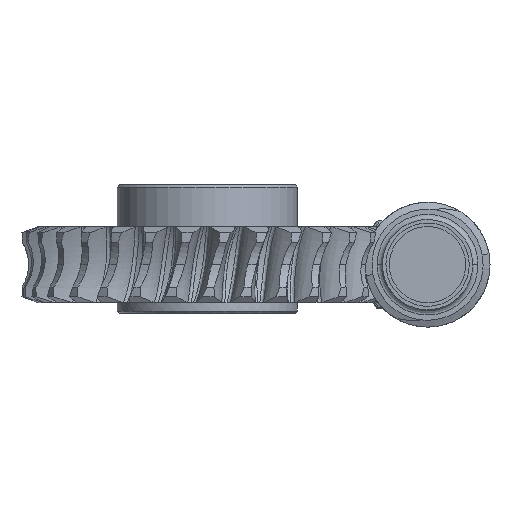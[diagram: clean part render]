
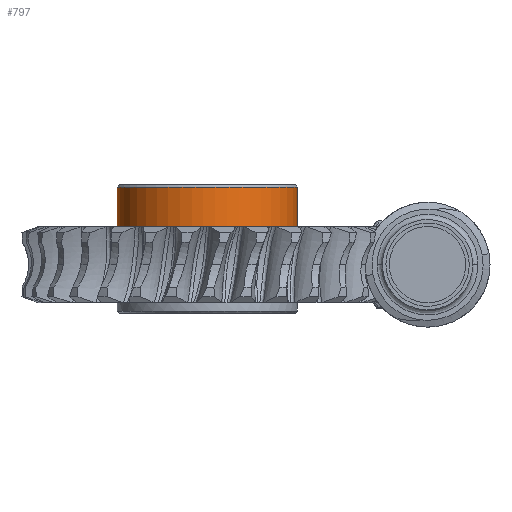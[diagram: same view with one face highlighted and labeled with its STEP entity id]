
A CAD part, front view. The second image highlights one B-rep face of the part: STEP entity #797.
In plain terms, the highlighted free-form (B-spline) face has degree [2, 1] with [5, 2] control points.
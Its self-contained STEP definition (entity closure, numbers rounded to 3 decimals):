
#164 = VERTEX_POINT('',#165);
#165 = CARTESIAN_POINT('',(55.259,0.,
    47.544));
#171 = VERTEX_POINT('',#172);
#172 = CARTESIAN_POINT('',(-55.259,0.,47.544));
#282 = EDGE_CURVE('',#164,#283,#285,.T.);
#283 = VERTEX_POINT('',#284);
#284 = CARTESIAN_POINT('',(55.259,0.,
    23.379));
#285 = B_SPLINE_CURVE_WITH_KNOTS('',1,(#286,#287),.UNSPECIFIED.,.F.,.F.,
  (2,2),(-35.513,-17.463),.PIECEWISE_BEZIER_KNOTS.);
#286 = CARTESIAN_POINT('',(55.259,0.,
    47.544));
#287 = CARTESIAN_POINT('',(55.259,0.,
    23.379));
#290 = VERTEX_POINT('',#291);
#291 = CARTESIAN_POINT('',(-55.259,0.,23.379));
#299 = EDGE_CURVE('',#171,#290,#300,.T.);
#300 = B_SPLINE_CURVE_WITH_KNOTS('',1,(#301,#302),.UNSPECIFIED.,.F.,.F.,
  (2,2),(-35.513,-17.463),.PIECEWISE_BEZIER_KNOTS.);
#301 = CARTESIAN_POINT('',(-55.259,0.,47.544));
#302 = CARTESIAN_POINT('',(-55.259,0.,23.379));
#797 = ADVANCED_FACE('',(#798),#818,.T.);
#798 = FACE_BOUND('',#799,.T.);
#799 = EDGE_LOOP('',(#800,#801,#809,#810));
#800 = ORIENTED_EDGE('',*,*,#282,.F.);
#801 = ORIENTED_EDGE('',*,*,#802,.T.);
#802 = EDGE_CURVE('',#164,#171,#803,.T.);
#803 = ( BOUNDED_CURVE() B_SPLINE_CURVE(2,(#804,#805,#806,#807,#808),
.UNSPECIFIED.,.F.,.F.) B_SPLINE_CURVE_WITH_KNOTS((3,2,3),(0.,
1.571,3.142),.PIECEWISE_BEZIER_KNOTS.) CURVE() 
GEOMETRIC_REPRESENTATION_ITEM() RATIONAL_B_SPLINE_CURVE((1.,
0.707,1.,0.707,1.)) REPRESENTATION_ITEM('') );
#804 = CARTESIAN_POINT('',(55.259,0.,47.544));
#805 = CARTESIAN_POINT('',(55.259,-55.259,
    47.544));
#806 = CARTESIAN_POINT('',(0.,-55.259,
    47.544));
#807 = CARTESIAN_POINT('',(-55.259,-55.259,
    47.544));
#808 = CARTESIAN_POINT('',(-55.259,0.,
    47.544));
#809 = ORIENTED_EDGE('',*,*,#299,.T.);
#810 = ORIENTED_EDGE('',*,*,#811,.F.);
#811 = EDGE_CURVE('',#283,#290,#812,.T.);
#812 = ( BOUNDED_CURVE() B_SPLINE_CURVE(2,(#813,#814,#815,#816,#817),
.UNSPECIFIED.,.F.,.F.) B_SPLINE_CURVE_WITH_KNOTS((3,2,3),(3.142,
4.712,6.283),.PIECEWISE_BEZIER_KNOTS.) CURVE() 
GEOMETRIC_REPRESENTATION_ITEM() RATIONAL_B_SPLINE_CURVE((1.,
0.707,1.,0.707,1.)) REPRESENTATION_ITEM('') );
#813 = CARTESIAN_POINT('',(55.259,0.,
    23.379));
#814 = CARTESIAN_POINT('',(55.259,-55.259,
    23.379));
#815 = CARTESIAN_POINT('',(0.,-55.259,
    23.379));
#816 = CARTESIAN_POINT('',(-55.259,-55.259,
    23.379));
#817 = CARTESIAN_POINT('',(-55.259,0.,
    23.379));
#818 = ( BOUNDED_SURFACE() B_SPLINE_SURFACE(2,1,(
    (#819,#820)
    ,(#821,#822)
    ,(#823,#824)
    ,(#825,#826)
,(#827,#828
    )),.UNSPECIFIED.,.F.,.F.,.F.) B_SPLINE_SURFACE_WITH_KNOTS((3,2,3),(2
    ,2),(3.142,4.712,6.283),(-35.513,-17.463)
,.PIECEWISE_BEZIER_KNOTS.) GEOMETRIC_REPRESENTATION_ITEM() 
RATIONAL_B_SPLINE_SURFACE((
    (1.,1.)
    ,(0.707,0.707)
    ,(1.,1.)
    ,(0.707,0.707)
,(1.,1.))) REPRESENTATION_ITEM('') SURFACE() );
#819 = CARTESIAN_POINT('',(55.259,0.,
    47.544));
#820 = CARTESIAN_POINT('',(55.259,0.,
    23.379));
#821 = CARTESIAN_POINT('',(55.259,-55.259,
    47.544));
#822 = CARTESIAN_POINT('',(55.259,-55.259,
    23.379));
#823 = CARTESIAN_POINT('',(0.,-55.259,
    47.544));
#824 = CARTESIAN_POINT('',(0.,-55.259,
    23.379));
#825 = CARTESIAN_POINT('',(-55.259,-55.259,
    47.544));
#826 = CARTESIAN_POINT('',(-55.259,-55.259,
    23.379));
#827 = CARTESIAN_POINT('',(-55.259,0.,
    47.544));
#828 = CARTESIAN_POINT('',(-55.259,0.,
    23.379));
